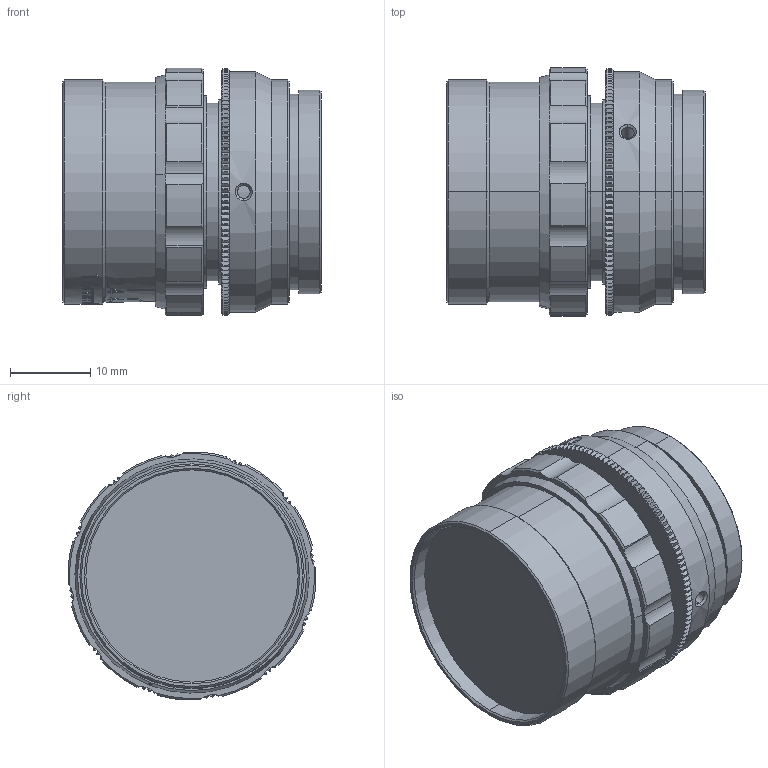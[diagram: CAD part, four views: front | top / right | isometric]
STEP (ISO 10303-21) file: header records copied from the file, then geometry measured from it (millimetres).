
FILE_DESCRIPTION (( 'STEP AP203' ), '1' );
FILE_NAME ('2_3 16mm ¾µÍ· 3DÍ¼.STEP', '2021-11-24T06:00:42', ( '' ), ( '' ), 'SwSTEP 2.0', 'SolidWorks 2018', '' );
FILE_SCHEMA (( 'CONFIG_CONTROL_DESIGN' ));
Length unit declared in the file: millimetre
Products named in the file (4): 噩芠; 嫖擊覃誹遠; 2_3 16mm 噩芛 3D芞; 潠眢C諉諳-8.5_V03
Assembly tree (3 placements, depth 2):
  2_3 16mm 噩芛 3D芞
    噩芠
    潠眢C諉諳-8.5_V03
    嫖擊覃誹遠
Bounding box: 32.32 x 30.96 x 30.96 mm (x, y, z)
Volume: 17381.4 mm3; surface area: 8646.2 mm2
Topology: 3 solids, 3 shells, 1121 faces, 3161 edges, 2092 vertices
Faces by surface type: plane 418, cone 328, cylinder 248, bspline 127
Entity records: 49870 total; most frequent: CARTESIAN_POINT 21989, ORIENTED_EDGE 6318, DIRECTION 5007, EDGE_CURVE 3159, VERTEX_POINT 2092, AXIS2_PLACEMENT_3D 1871, LINE 1265, VECTOR 1265
